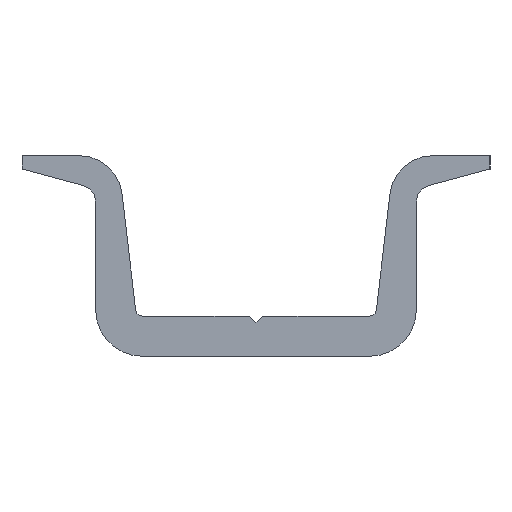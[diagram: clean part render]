
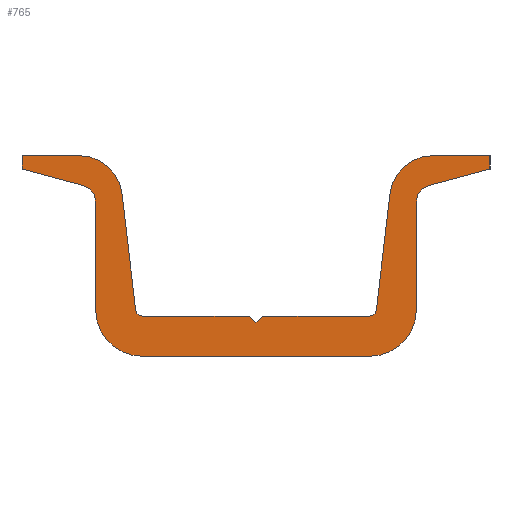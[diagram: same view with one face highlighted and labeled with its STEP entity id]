
A CAD part, left-side view. The second image highlights one B-rep face of the part: STEP entity #765.
In plain terms, the highlighted planar face has unit normal (-1, 0, 0).
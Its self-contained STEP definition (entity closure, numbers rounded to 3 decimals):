
#86=AXIS2_PLACEMENT_3D('Circle Axis2P3D',#84,#85,$) ;
#155=AXIS2_PLACEMENT_3D('Circle Axis2P3D',#153,#154,$) ;
#217=AXIS2_PLACEMENT_3D('Circle Axis2P3D',#215,#216,$) ;
#272=AXIS2_PLACEMENT_3D('Circle Axis2P3D',#270,#271,$) ;
#403=AXIS2_PLACEMENT_3D('Circle Axis2P3D',#401,#402,$) ;
#458=AXIS2_PLACEMENT_3D('Circle Axis2P3D',#456,#457,$) ;
#608=AXIS2_PLACEMENT_3D('Circle Axis2P3D',#606,#607,$) ;
#677=AXIS2_PLACEMENT_3D('Circle Axis2P3D',#675,#676,$) ;
#738=AXIS2_PLACEMENT_3D('Plane Axis2P3D',#735,#736,#737) ;
#41=CARTESIAN_POINT('Vertex',(0.,4.611,12.765)) ;
#57=CARTESIAN_POINT('Vertex',(0.,0.,14.)) ;
#60=CARTESIAN_POINT('Line Origine',(0.,2.305,13.382)) ;
#84=CARTESIAN_POINT('Axis2P3D Location',(0.,4.3,11.605)) ;
#88=CARTESIAN_POINT('Vertex',(0.,5.5,11.605)) ;
#115=CARTESIAN_POINT('Line Origine',(0.,5.5,7.553)) ;
#119=CARTESIAN_POINT('Vertex',(0.,5.5,3.5)) ;
#143=CARTESIAN_POINT('Vertex',(0.,9.,0.)) ;
#153=CARTESIAN_POINT('Axis2P3D Location',(0.,9.,3.5)) ;
#177=CARTESIAN_POINT('Line Origine',(0.,17.5,0.)) ;
#181=CARTESIAN_POINT('Vertex',(0.,26.,0.)) ;
#205=CARTESIAN_POINT('Vertex',(0.,29.5,3.5)) ;
#215=CARTESIAN_POINT('Axis2P3D Location',(0.,26.,3.5)) ;
#239=CARTESIAN_POINT('Line Origine',(0.,29.5,7.553)) ;
#243=CARTESIAN_POINT('Vertex',(0.,29.5,11.605)) ;
#270=CARTESIAN_POINT('Axis2P3D Location',(0.,30.7,11.605)) ;
#274=CARTESIAN_POINT('Vertex',(0.,30.389,12.765)) ;
#298=CARTESIAN_POINT('Vertex',(0.,35.,14.)) ;
#308=CARTESIAN_POINT('Line Origine',(0.,32.695,13.382)) ;
#332=CARTESIAN_POINT('Line Origine',(0.,35.,14.5)) ;
#336=CARTESIAN_POINT('Vertex',(0.,35.,15.)) ;
#360=CARTESIAN_POINT('Vertex',(0.,30.7,15.)) ;
#370=CARTESIAN_POINT('Line Origine',(0.,32.85,15.)) ;
#391=CARTESIAN_POINT('Vertex',(0.,27.522,12.173)) ;
#401=CARTESIAN_POINT('Axis2P3D Location',(0.,30.7,11.8)) ;
#422=CARTESIAN_POINT('Vertex',(0.,26.497,3.442)) ;
#432=CARTESIAN_POINT('Line Origine',(0.,27.009,7.807)) ;
#456=CARTESIAN_POINT('Axis2P3D Location',(0.,26.,3.5)) ;
#460=CARTESIAN_POINT('Vertex',(0.,26.,3.)) ;
#484=CARTESIAN_POINT('Vertex',(0.,18.,3.)) ;
#494=CARTESIAN_POINT('Line Origine',(0.,22.,3.)) ;
#518=CARTESIAN_POINT('Line Origine',(0.,17.75,2.75)) ;
#522=CARTESIAN_POINT('Vertex',(0.,17.5,2.5)) ;
#549=CARTESIAN_POINT('Line Origine',(0.,17.25,2.75)) ;
#553=CARTESIAN_POINT('Vertex',(0.,17.,3.)) ;
#572=CARTESIAN_POINT('Vertex',(0.,9.,3.)) ;
#582=CARTESIAN_POINT('Line Origine',(0.,13.,3.)) ;
#606=CARTESIAN_POINT('Axis2P3D Location',(0.,9.,3.5)) ;
#610=CARTESIAN_POINT('Vertex',(0.,8.503,3.442)) ;
#634=CARTESIAN_POINT('Vertex',(0.,7.478,12.173)) ;
#644=CARTESIAN_POINT('Line Origine',(0.,7.991,7.807)) ;
#665=CARTESIAN_POINT('Vertex',(0.,4.3,15.)) ;
#675=CARTESIAN_POINT('Axis2P3D Location',(0.,4.3,11.8)) ;
#691=CARTESIAN_POINT('Vertex',(0.,0.,15.)) ;
#701=CARTESIAN_POINT('Line Origine',(0.,2.15,15.)) ;
#718=CARTESIAN_POINT('Line Origine',(0.,0.,14.5)) ;
#735=CARTESIAN_POINT('Axis2P3D Location',(0.,17.5,0.)) ;
#61=DIRECTION('Vector Direction',(0.,0.966,-0.259)) ;
#85=DIRECTION('Axis2P3D Direction',(1.,0.,0.)) ;
#116=DIRECTION('Vector Direction',(0.,0.,1.)) ;
#154=DIRECTION('Axis2P3D Direction',(1.,0.,0.)) ;
#178=DIRECTION('Vector Direction',(0.,-1.,0.)) ;
#216=DIRECTION('Axis2P3D Direction',(1.,0.,0.)) ;
#240=DIRECTION('Vector Direction',(0.,0.,-1.)) ;
#271=DIRECTION('Axis2P3D Direction',(1.,0.,0.)) ;
#309=DIRECTION('Vector Direction',(0.,0.966,0.259)) ;
#333=DIRECTION('Vector Direction',(0.,0.,-1.)) ;
#371=DIRECTION('Vector Direction',(0.,1.,0.)) ;
#402=DIRECTION('Axis2P3D Direction',(1.,0.,0.)) ;
#433=DIRECTION('Vector Direction',(0.,-0.117,-0.993)) ;
#457=DIRECTION('Axis2P3D Direction',(1.,0.,0.)) ;
#495=DIRECTION('Vector Direction',(0.,1.,0.)) ;
#519=DIRECTION('Vector Direction',(0.,0.707,0.707)) ;
#550=DIRECTION('Vector Direction',(0.,0.707,-0.707)) ;
#583=DIRECTION('Vector Direction',(0.,1.,0.)) ;
#607=DIRECTION('Axis2P3D Direction',(1.,0.,0.)) ;
#645=DIRECTION('Vector Direction',(0.,-0.117,0.993)) ;
#676=DIRECTION('Axis2P3D Direction',(1.,0.,0.)) ;
#702=DIRECTION('Vector Direction',(0.,1.,0.)) ;
#719=DIRECTION('Vector Direction',(0.,0.,1.)) ;
#736=DIRECTION('Axis2P3D Direction',(1.,0.,0.)) ;
#737=DIRECTION('Axis2P3D XDirection',(0.,1.,0.)) ;
#62=VECTOR('Line Direction',#61,1.) ;
#117=VECTOR('Line Direction',#116,1.) ;
#179=VECTOR('Line Direction',#178,1.) ;
#241=VECTOR('Line Direction',#240,1.) ;
#310=VECTOR('Line Direction',#309,1.) ;
#334=VECTOR('Line Direction',#333,1.) ;
#372=VECTOR('Line Direction',#371,1.) ;
#434=VECTOR('Line Direction',#433,1.) ;
#496=VECTOR('Line Direction',#495,1.) ;
#520=VECTOR('Line Direction',#519,1.) ;
#551=VECTOR('Line Direction',#550,1.) ;
#584=VECTOR('Line Direction',#583,1.) ;
#646=VECTOR('Line Direction',#645,1.) ;
#703=VECTOR('Line Direction',#702,1.) ;
#720=VECTOR('Line Direction',#719,1.) ;
#741=ORIENTED_EDGE('',*,*,#722,.F.) ;
#742=ORIENTED_EDGE('',*,*,#705,.F.) ;
#743=ORIENTED_EDGE('',*,*,#679,.F.) ;
#744=ORIENTED_EDGE('',*,*,#648,.F.) ;
#745=ORIENTED_EDGE('',*,*,#612,.F.) ;
#746=ORIENTED_EDGE('',*,*,#586,.F.) ;
#747=ORIENTED_EDGE('',*,*,#555,.F.) ;
#748=ORIENTED_EDGE('',*,*,#524,.F.) ;
#749=ORIENTED_EDGE('',*,*,#498,.F.) ;
#750=ORIENTED_EDGE('',*,*,#462,.F.) ;
#751=ORIENTED_EDGE('',*,*,#436,.F.) ;
#752=ORIENTED_EDGE('',*,*,#405,.F.) ;
#753=ORIENTED_EDGE('',*,*,#374,.F.) ;
#754=ORIENTED_EDGE('',*,*,#338,.F.) ;
#755=ORIENTED_EDGE('',*,*,#312,.F.) ;
#756=ORIENTED_EDGE('',*,*,#276,.F.) ;
#757=ORIENTED_EDGE('',*,*,#245,.F.) ;
#758=ORIENTED_EDGE('',*,*,#219,.F.) ;
#759=ORIENTED_EDGE('',*,*,#183,.F.) ;
#760=ORIENTED_EDGE('',*,*,#157,.F.) ;
#761=ORIENTED_EDGE('',*,*,#121,.F.) ;
#762=ORIENTED_EDGE('',*,*,#90,.F.) ;
#763=ORIENTED_EDGE('',*,*,#64,.F.) ;
#765=ADVANCED_FACE('Koerper',(#764),#739,.F.) ;
#87=CIRCLE('generated circle',#86,1.2) ;
#156=CIRCLE('generated circle',#155,3.5) ;
#218=CIRCLE('generated circle',#217,3.5) ;
#273=CIRCLE('generated circle',#272,1.2) ;
#404=CIRCLE('generated circle',#403,3.2) ;
#459=CIRCLE('generated circle',#458,0.5) ;
#609=CIRCLE('generated circle',#608,0.5) ;
#678=CIRCLE('generated circle',#677,3.2) ;
#64=EDGE_CURVE('',#58,#42,#63,.T.) ;
#90=EDGE_CURVE('',#42,#89,#87,.F.) ;
#121=EDGE_CURVE('',#89,#120,#118,.F.) ;
#157=EDGE_CURVE('',#120,#144,#156,.T.) ;
#183=EDGE_CURVE('',#144,#182,#180,.F.) ;
#219=EDGE_CURVE('',#182,#206,#218,.T.) ;
#245=EDGE_CURVE('',#206,#244,#242,.F.) ;
#276=EDGE_CURVE('',#244,#275,#273,.F.) ;
#312=EDGE_CURVE('',#275,#299,#311,.T.) ;
#338=EDGE_CURVE('',#299,#337,#335,.F.) ;
#374=EDGE_CURVE('',#337,#361,#373,.F.) ;
#405=EDGE_CURVE('',#361,#392,#404,.T.) ;
#436=EDGE_CURVE('',#392,#423,#435,.T.) ;
#462=EDGE_CURVE('',#423,#461,#459,.F.) ;
#498=EDGE_CURVE('',#461,#485,#497,.F.) ;
#524=EDGE_CURVE('',#485,#523,#521,.F.) ;
#555=EDGE_CURVE('',#523,#554,#552,.F.) ;
#586=EDGE_CURVE('',#554,#573,#585,.F.) ;
#612=EDGE_CURVE('',#573,#611,#609,.F.) ;
#648=EDGE_CURVE('',#611,#635,#647,.T.) ;
#679=EDGE_CURVE('',#635,#666,#678,.T.) ;
#705=EDGE_CURVE('',#666,#692,#704,.F.) ;
#722=EDGE_CURVE('',#692,#58,#721,.F.) ;
#740=EDGE_LOOP('',(#741,#742,#743,#744,#745,#746,#747,#748,#749,#750,#751,#752,#753,#754,#755,#756,#757,#758,#759,#760,#761,#762,#763)) ;
#764=FACE_OUTER_BOUND('',#740,.T.) ;
#63=LINE('Line',#60,#62) ;
#118=LINE('Line',#115,#117) ;
#180=LINE('Line',#177,#179) ;
#242=LINE('Line',#239,#241) ;
#311=LINE('Line',#308,#310) ;
#335=LINE('Line',#332,#334) ;
#373=LINE('Line',#370,#372) ;
#435=LINE('Line',#432,#434) ;
#497=LINE('Line',#494,#496) ;
#521=LINE('Line',#518,#520) ;
#552=LINE('Line',#549,#551) ;
#585=LINE('Line',#582,#584) ;
#647=LINE('Line',#644,#646) ;
#704=LINE('Line',#701,#703) ;
#721=LINE('Line',#718,#720) ;
#739=PLANE('',#738) ;
#42=VERTEX_POINT('',#41) ;
#58=VERTEX_POINT('',#57) ;
#89=VERTEX_POINT('',#88) ;
#120=VERTEX_POINT('',#119) ;
#144=VERTEX_POINT('',#143) ;
#182=VERTEX_POINT('',#181) ;
#206=VERTEX_POINT('',#205) ;
#244=VERTEX_POINT('',#243) ;
#275=VERTEX_POINT('',#274) ;
#299=VERTEX_POINT('',#298) ;
#337=VERTEX_POINT('',#336) ;
#361=VERTEX_POINT('',#360) ;
#392=VERTEX_POINT('',#391) ;
#423=VERTEX_POINT('',#422) ;
#461=VERTEX_POINT('',#460) ;
#485=VERTEX_POINT('',#484) ;
#523=VERTEX_POINT('',#522) ;
#554=VERTEX_POINT('',#553) ;
#573=VERTEX_POINT('',#572) ;
#611=VERTEX_POINT('',#610) ;
#635=VERTEX_POINT('',#634) ;
#666=VERTEX_POINT('',#665) ;
#692=VERTEX_POINT('',#691) ;
